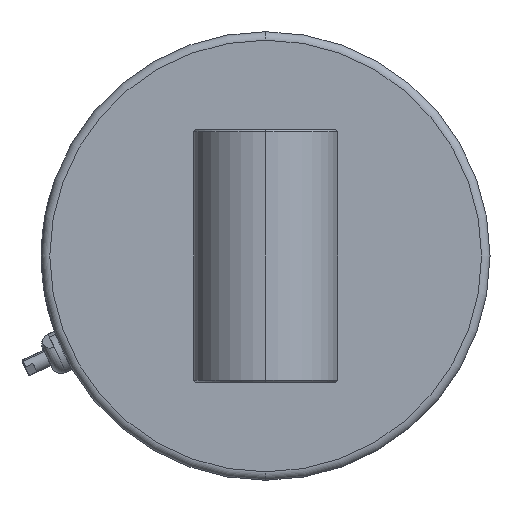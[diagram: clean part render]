
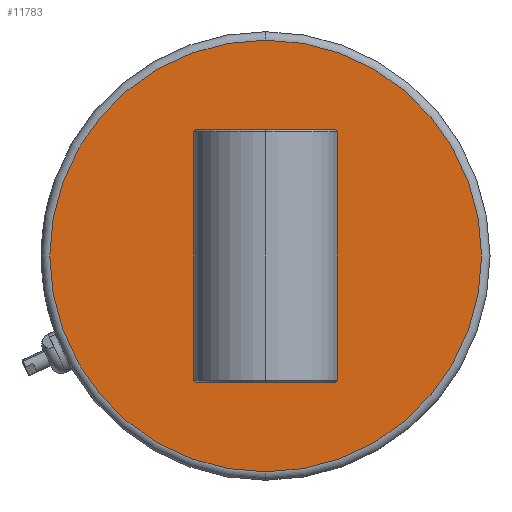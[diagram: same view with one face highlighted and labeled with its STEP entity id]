
A CAD part, left-side view. The second image highlights one B-rep face of the part: STEP entity #11783.
In plain terms, the highlighted planar face has unit normal (-1, 0, 0).
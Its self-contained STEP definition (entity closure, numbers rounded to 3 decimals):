
#404 = ORIENTED_EDGE ( 'NONE', *, *, #7542, .F. ) ;
#1002 = VERTEX_POINT ( 'NONE', #23208 ) ;
#1073 = EDGE_LOOP ( 'NONE', ( #4794, #2997, #4950, #8169, #29907, #15240, #404, #6239 ) ) ;
#1601 = CARTESIAN_POINT ( 'NONE',  ( -55., -17., 29.8 ) ) ;
#1639 = AXIS2_PLACEMENT_3D ( 'NONE', #23334, #3029, #12852 ) ;
#1755 = VERTEX_POINT ( 'NONE', #4037 ) ;
#1997 = VECTOR ( 'NONE', #16985, 1000. ) ;
#2074 = FACE_BOUND ( 'NONE', #1073, .T. ) ;
#2659 = DIRECTION ( 'NONE',  ( 0., -1., 0. ) ) ;
#2852 = EDGE_CURVE ( 'NONE', #13663, #20117, #22627, .T. ) ;
#2997 = ORIENTED_EDGE ( 'NONE', *, *, #2852, .T. ) ;
#3011 = DIRECTION ( 'NONE',  ( 0., 1., 0. ) ) ;
#3029 = DIRECTION ( 'NONE',  ( -1., 0., 0. ) ) ;
#3258 = VERTEX_POINT ( 'NONE', #19370 ) ;
#4023 = CARTESIAN_POINT ( 'NONE',  ( -55., -17., -29.3 ) ) ;
#4038 = EDGE_CURVE ( 'NONE', #13663, #8093, #22668, .T. ) ;
#4037 = CARTESIAN_POINT ( 'NONE',  ( -55., 17., 29.3 ) ) ;
#4254 = EDGE_CURVE ( 'NONE', #24209, #20117, #7285, .T. ) ;
#4350 = CARTESIAN_POINT ( 'NONE',  ( -55., -17., 29.3 ) ) ;
#4426 = VERTEX_POINT ( 'NONE', #22325 ) ;
#4794 = ORIENTED_EDGE ( 'NONE', *, *, #4038, .F. ) ;
#4950 = ORIENTED_EDGE ( 'NONE', *, *, #4254, .F. ) ;
#5454 = CARTESIAN_POINT ( 'NONE',  ( -55., 16.5, -29.8 ) ) ;
#6239 = ORIENTED_EDGE ( 'NONE', *, *, #6643, .T. ) ;
#6643 = EDGE_CURVE ( 'NONE', #4426, #8093, #7779, .T. ) ;
#7201 = EDGE_CURVE ( 'NONE', #1002, #24069, #18260, .T. ) ;
#7285 = LINE ( 'NONE', #16649, #12751 ) ;
#7297 = VECTOR ( 'NONE', #11303, 1000. ) ;
#7542 = EDGE_CURVE ( 'NONE', #4426, #12092, #24224, .T. ) ;
#7779 = LINE ( 'NONE', #21468, #19220 ) ;
#8093 = VERTEX_POINT ( 'NONE', #4350 ) ;
#8169 = ORIENTED_EDGE ( 'NONE', *, *, #27816, .T. ) ;
#8464 = AXIS2_PLACEMENT_3D ( 'NONE', #24869, #23025, #15624 ) ;
#10248 = VECTOR ( 'NONE', #29117, 1000. ) ;
#11303 = DIRECTION ( 'NONE',  ( 0., 0., 1. ) ) ;
#11464 = PLANE ( 'NONE',  #22205 ) ;
#11562 = VECTOR ( 'NONE', #29428, 1000. ) ;
#11768 = DIRECTION ( 'NONE',  ( -1., 0., 0. ) ) ;
#11783 = ADVANCED_FACE ( 'NONE', ( #23452, #2074 ), #11464, .T. ) ;
#12092 = VERTEX_POINT ( 'NONE', #23079 ) ;
#12347 = LINE ( 'NONE', #21559, #10248 ) ;
#12751 = VECTOR ( 'NONE', #2659, 1000. ) ;
#12852 = DIRECTION ( 'NONE',  ( 0., 0., 1. ) ) ;
#13663 = VERTEX_POINT ( 'NONE', #28320 ) ;
#14561 = LINE ( 'NONE', #23795, #18103 ) ;
#14884 = CIRCLE ( 'NONE', #1639, 51. ) ;
#15240 = ORIENTED_EDGE ( 'NONE', *, *, #25817, .T. ) ;
#15624 = DIRECTION ( 'NONE',  ( 0., 0., 1. ) ) ;
#15999 = EDGE_CURVE ( 'NONE', #24069, #1002, #14884, .T. ) ;
#16649 = CARTESIAN_POINT ( 'NONE',  ( -55., -17., -29.8 ) ) ;
#16985 = DIRECTION ( 'NONE',  ( 0., 0.707, 0.707 ) ) ;
#17603 = LINE ( 'NONE', #5454, #1997 ) ;
#18103 = VECTOR ( 'NONE', #19493, 1000. ) ;
#18260 = CIRCLE ( 'NONE', #8464, 51. ) ;
#18820 = VECTOR ( 'NONE', #3011, 1000. ) ;
#19220 = VECTOR ( 'NONE', #23776, 1000. ) ;
#19370 = CARTESIAN_POINT ( 'NONE',  ( -55., 17., -29.3 ) ) ;
#19493 = DIRECTION ( 'NONE',  ( 0., -0.707, 0.707 ) ) ;
#20035 = ORIENTED_EDGE ( 'NONE', *, *, #7201, .T. ) ;
#20117 = VERTEX_POINT ( 'NONE', #29456 ) ;
#21130 = DIRECTION ( 'NONE',  ( 0., 0., 1. ) ) ;
#21468 = CARTESIAN_POINT ( 'NONE',  ( -55., -16.5, 29.8 ) ) ;
#21559 = CARTESIAN_POINT ( 'NONE',  ( -55., 17., 29.8 ) ) ;
#21758 = CARTESIAN_POINT ( 'NONE',  ( -55., -17., 29.8 ) ) ;
#22205 = AXIS2_PLACEMENT_3D ( 'NONE', #25604, #11768, #21130 ) ;
#22325 = CARTESIAN_POINT ( 'NONE',  ( -55., -16.5, 29.8 ) ) ;
#22421 = ORIENTED_EDGE ( 'NONE', *, *, #15999, .T. ) ;
#22627 = LINE ( 'NONE', #4023, #11562 ) ;
#22668 = LINE ( 'NONE', #1601, #7297 ) ;
#22701 = CARTESIAN_POINT ( 'NONE',  ( -55., 16.5, -29.8 ) ) ;
#23025 = DIRECTION ( 'NONE',  ( -1., 0., 0. ) ) ;
#23079 = CARTESIAN_POINT ( 'NONE',  ( -55., 16.5, 29.8 ) ) ;
#23208 = CARTESIAN_POINT ( 'NONE',  ( -55., 0., 51. ) ) ;
#23334 = CARTESIAN_POINT ( 'NONE',  ( -55., 0., 0. ) ) ;
#23452 = FACE_OUTER_BOUND ( 'NONE', #27082, .T. ) ;
#23776 = DIRECTION ( 'NONE',  ( 0., -0.707, -0.707 ) ) ;
#23795 = CARTESIAN_POINT ( 'NONE',  ( -55., 17., 29.3 ) ) ;
#24069 = VERTEX_POINT ( 'NONE', #26877 ) ;
#24209 = VERTEX_POINT ( 'NONE', #22701 ) ;
#24224 = LINE ( 'NONE', #21758, #18820 ) ;
#24869 = CARTESIAN_POINT ( 'NONE',  ( -55., 0., 0. ) ) ;
#24913 = EDGE_CURVE ( 'NONE', #1755, #3258, #12347, .T. ) ;
#25604 = CARTESIAN_POINT ( 'NONE',  ( -55., 53., 0. ) ) ;
#25817 = EDGE_CURVE ( 'NONE', #1755, #12092, #14561, .T. ) ;
#26877 = CARTESIAN_POINT ( 'NONE',  ( -55., 0., -51. ) ) ;
#27082 = EDGE_LOOP ( 'NONE', ( #20035, #22421 ) ) ;
#27816 = EDGE_CURVE ( 'NONE', #24209, #3258, #17603, .T. ) ;
#28320 = CARTESIAN_POINT ( 'NONE',  ( -55., -17., -29.3 ) ) ;
#29117 = DIRECTION ( 'NONE',  ( 0., 0., -1. ) ) ;
#29428 = DIRECTION ( 'NONE',  ( 0., 0.707, -0.707 ) ) ;
#29456 = CARTESIAN_POINT ( 'NONE',  ( -55., -16.5, -29.8 ) ) ;
#29907 = ORIENTED_EDGE ( 'NONE', *, *, #24913, .F. ) ;
